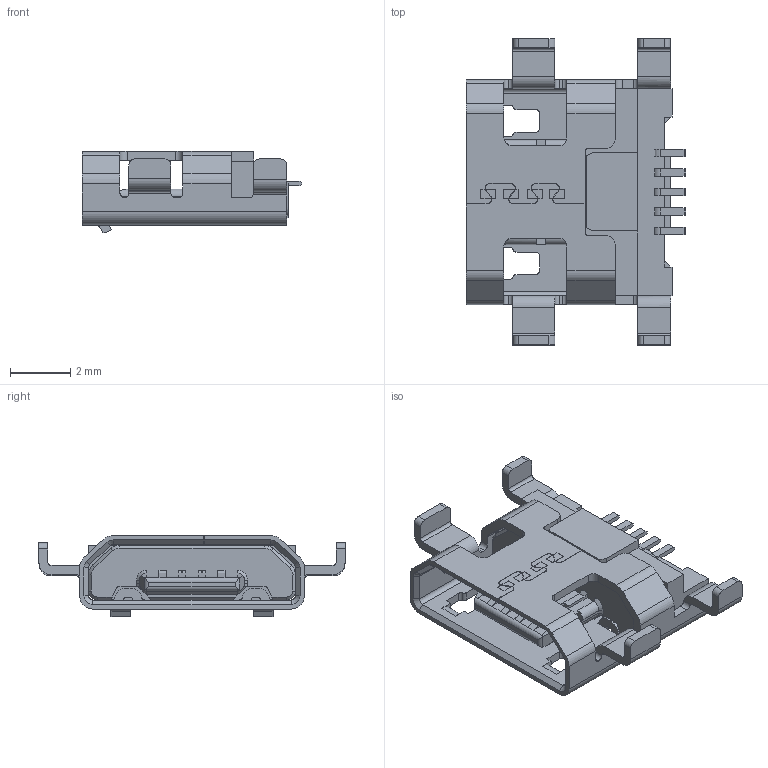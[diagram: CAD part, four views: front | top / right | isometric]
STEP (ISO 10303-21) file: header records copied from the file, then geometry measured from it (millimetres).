
FILE_DESCRIPTION(('CoCreate Modeling STEP Export'),'2;1');
FILE_NAME('010101020-093 沉板1.0加长型.stp','2014-10-23T17:53:00',(''),(''),'CoCreate Modeling STEP processor for AP214 (Solid Model)','CoCreate Modeling 16.00 13-May-2008 (C) Parametric Technology GmbH','');
FILE_SCHEMA(('AUTOMOTIVE_DESIGN { 1 0 10303 214 1 1 1 1 }'));
Length unit declared in the file: millimetre
Products named in the file (27): terminal; 4DIP08XIAWUFANBIAN_ASM; 1111.stp.1.2.1; a1; 1111.stp.1.2.1.1; housing.1.1; 4.3.1; 沉板1.0加长型不带铁片
Assembly tree (26 placements, depth 6):
  沉板1.0加长型不带铁片
    1111.stp.1.2.1
      1111.stp.1.2.1
        4DIP08XIAWUFANBIAN_ASM
          terminal
      4DIP08XIAWUFANBIAN_ASM
        terminal
          4.3.1
      a1
        4DIP08XIAWUFANBIAN_ASM
          terminal
        1111.stp.1.2.1
          4DIP08XIAWUFANBIAN_ASM
            terminal
    housing.1.1
    1111.stp.1.2.1.1
      1111.stp.1.2.1
        4DIP08XIAWUFANBIAN_ASM
          terminal
      4DIP08XIAWUFANBIAN_ASM
        terminal
      a1
        4DIP08XIAWUFANBIAN_ASM
          terminal
        1111.stp.1.2.1
          4DIP08XIAWUFANBIAN_ASM
            terminal
Bounding box: 7.3 x 10.2 x 2.7 mm (x, y, z)
Volume: 66.1 mm3; surface area: 307.8 mm2
Topology: 2 solids, 2 shells, 688 faces, 2002 edges, 1296 vertices
Faces by surface type: plane 480, cylinder 194, cone 12, torus 2
Entity records: 22602 total; most frequent: ORIENTED_EDGE 4022, CARTESIAN_POINT 3976, DIRECTION 3577, EDGE_CURVE 2002, VECTOR 1463, LINE 1463, VERTEX_POINT 1296, AXIS2_PLACEMENT_3D 1057
